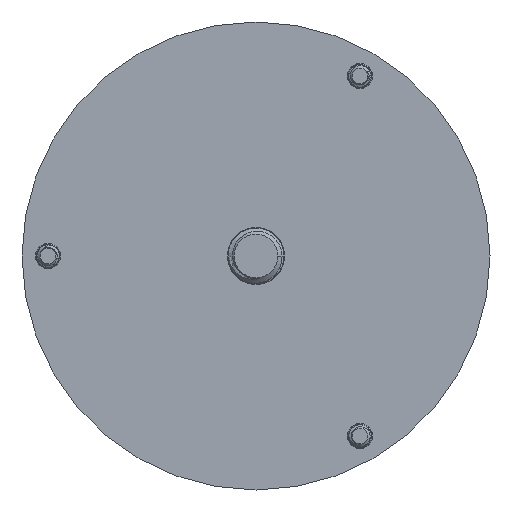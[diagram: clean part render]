
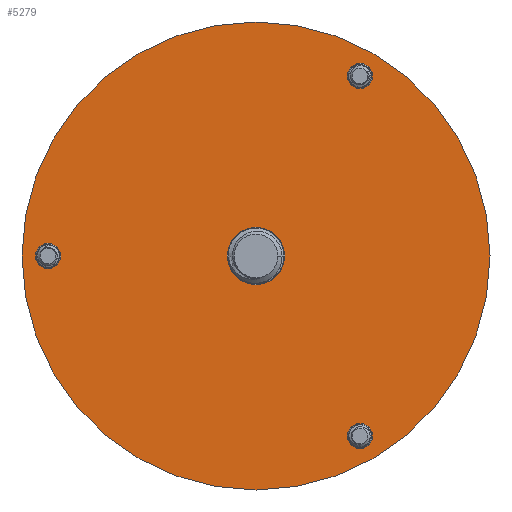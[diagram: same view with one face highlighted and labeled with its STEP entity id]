
A CAD part, front view. The second image highlights one B-rep face of the part: STEP entity #5279.
In plain terms, the highlighted planar face has unit normal (0, -1, 0).
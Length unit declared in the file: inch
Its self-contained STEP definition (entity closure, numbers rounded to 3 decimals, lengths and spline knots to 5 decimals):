
#578 = DIRECTION ( 'NONE',  ( 0., 0., 1. ) ) ;
#732 = CIRCLE ( 'NONE', #10865, 0.32 ) ;
#755 = CARTESIAN_POINT ( 'NONE',  ( 0., 0., 0.32 ) ) ;
#822 = DIRECTION ( 'NONE',  ( 0., 0., 1. ) ) ;
#975 = DIRECTION ( 'NONE',  ( 0., 1., 0. ) ) ;
#1395 = CARTESIAN_POINT ( 'NONE',  ( 1.162, 0., 2.15314 ) ) ;
#2182 = FACE_BOUND ( 'NONE', #14470, .T. ) ;
#2210 = DIRECTION ( 'NONE',  ( 0., 1., 0. ) ) ;
#2538 = DIRECTION ( 'NONE',  ( 0., 1., 0. ) ) ;
#2685 = DIRECTION ( 'NONE',  ( 0., 0., 1. ) ) ;
#2788 = VERTEX_POINT ( 'NONE', #10380 ) ;
#3399 = DIRECTION ( 'NONE',  ( 0., 1., 0. ) ) ;
#3720 = CARTESIAN_POINT ( 'NONE',  ( 0., 0., 0. ) ) ;
#3947 = ORIENTED_EDGE ( 'NONE', *, *, #6974, .T. ) ;
#4252 = EDGE_CURVE ( 'NONE', #2788, #23127, #16658, .T. ) ;
#4326 = DIRECTION ( 'NONE',  ( 0., 1., 0. ) ) ;
#4394 = FACE_OUTER_BOUND ( 'NONE', #11068, .T. ) ;
#4470 = ORIENTED_EDGE ( 'NONE', *, *, #11816, .T. ) ;
#4532 = AXIS2_PLACEMENT_3D ( 'NONE', #10868, #18475, #5979 ) ;
#5046 = EDGE_CURVE ( 'NONE', #11454, #22923, #13222, .T. ) ;
#5279 = ADVANCED_FACE ( 'NONE', ( #30932, #9144, #2182, #26166, #4394 ), #27536, .F. ) ;
#5431 = CARTESIAN_POINT ( 'NONE',  ( 0., 0., 0. ) ) ;
#5585 = CARTESIAN_POINT ( 'NONE',  ( 1.162, 0., -2.01264 ) ) ;
#5603 = DIRECTION ( 'NONE',  ( 0., 0., 1. ) ) ;
#5631 = CARTESIAN_POINT ( 'NONE',  ( 0., 0., 0. ) ) ;
#5979 = DIRECTION ( 'NONE',  ( 0., 0., 1. ) ) ;
#6190 = VERTEX_POINT ( 'NONE', #10244 ) ;
#6361 = DIRECTION ( 'NONE',  ( 0., 0., 1. ) ) ;
#6364 = ORIENTED_EDGE ( 'NONE', *, *, #26015, .T. ) ;
#6514 = CARTESIAN_POINT ( 'NONE',  ( 1.162, 0., 2.01264 ) ) ;
#6974 = EDGE_CURVE ( 'NONE', #17116, #6190, #18811, .T. ) ;
#7512 = DIRECTION ( 'NONE',  ( 0., 1., 0. ) ) ;
#7528 = CARTESIAN_POINT ( 'NONE',  ( 1.162, 0., -1.87214 ) ) ;
#7665 = EDGE_CURVE ( 'NONE', #6190, #17116, #11252, .T. ) ;
#7777 = DIRECTION ( 'NONE',  ( 0., 0., 1. ) ) ;
#9144 = FACE_BOUND ( 'NONE', #24471, .T. ) ;
#9180 = AXIS2_PLACEMENT_3D ( 'NONE', #6514, #20971, #21119 ) ;
#9416 = EDGE_CURVE ( 'NONE', #21811, #26828, #16176, .T. ) ;
#10073 = AXIS2_PLACEMENT_3D ( 'NONE', #10120, #10280, #578 ) ;
#10120 = CARTESIAN_POINT ( 'NONE',  ( -2.324, 0., 0. ) ) ;
#10177 = DIRECTION ( 'NONE',  ( 0., 1., 0. ) ) ;
#10244 = CARTESIAN_POINT ( 'NONE',  ( 1.162, 0., 1.87214 ) ) ;
#10280 = DIRECTION ( 'NONE',  ( 0., 1., 0. ) ) ;
#10310 = ORIENTED_EDGE ( 'NONE', *, *, #29658, .T. ) ;
#10380 = CARTESIAN_POINT ( 'NONE',  ( -2.324, 0., -0.1405 ) ) ;
#10865 = AXIS2_PLACEMENT_3D ( 'NONE', #5631, #7512, #29291 ) ;
#10868 = CARTESIAN_POINT ( 'NONE',  ( 0., 0., 0. ) ) ;
#11068 = EDGE_LOOP ( 'NONE', ( #28100, #22187 ) ) ;
#11161 = ORIENTED_EDGE ( 'NONE', *, *, #4252, .T. ) ;
#11252 = CIRCLE ( 'NONE', #17310, 0.1405 ) ;
#11454 = VERTEX_POINT ( 'NONE', #12475 ) ;
#11816 = EDGE_CURVE ( 'NONE', #21754, #21396, #732, .T. ) ;
#11921 = ORIENTED_EDGE ( 'NONE', *, *, #19994, .T. ) ;
#12014 = CIRCLE ( 'NONE', #16082, 0.1405 ) ;
#12475 = CARTESIAN_POINT ( 'NONE',  ( 0., 0., -2.6155 ) ) ;
#12721 = AXIS2_PLACEMENT_3D ( 'NONE', #5431, #975, #5603 ) ;
#12980 = CARTESIAN_POINT ( 'NONE',  ( -2.324, 0., 0.1405 ) ) ;
#13222 = CIRCLE ( 'NONE', #30977, 2.6155 ) ;
#13847 = CARTESIAN_POINT ( 'NONE',  ( 1.162, 0., -2.01264 ) ) ;
#14365 = CARTESIAN_POINT ( 'NONE',  ( 0., 0., -0.32 ) ) ;
#14462 = DIRECTION ( 'NONE',  ( 0., 0., 1. ) ) ;
#14470 = EDGE_LOOP ( 'NONE', ( #3947, #23469 ) ) ;
#16082 = AXIS2_PLACEMENT_3D ( 'NONE', #13847, #4326, #14462 ) ;
#16176 = CIRCLE ( 'NONE', #27376, 0.1405 ) ;
#16658 = CIRCLE ( 'NONE', #10073, 0.1405 ) ;
#17116 = VERTEX_POINT ( 'NONE', #1395 ) ;
#17310 = AXIS2_PLACEMENT_3D ( 'NONE', #20181, #30059, #6361 ) ;
#18180 = CIRCLE ( 'NONE', #4532, 0.32 ) ;
#18475 = DIRECTION ( 'NONE',  ( 0., 1., 0. ) ) ;
#18811 = CIRCLE ( 'NONE', #9180, 0.1405 ) ;
#19837 = EDGE_LOOP ( 'NONE', ( #10310, #11161 ) ) ;
#19994 = EDGE_CURVE ( 'NONE', #26828, #21811, #12014, .T. ) ;
#20181 = CARTESIAN_POINT ( 'NONE',  ( 1.162, 0., 2.01264 ) ) ;
#20971 = DIRECTION ( 'NONE',  ( 0., 1., 0. ) ) ;
#21119 = DIRECTION ( 'NONE',  ( 0., 0., 1. ) ) ;
#21396 = VERTEX_POINT ( 'NONE', #755 ) ;
#21574 = CIRCLE ( 'NONE', #22569, 0.1405 ) ;
#21754 = VERTEX_POINT ( 'NONE', #14365 ) ;
#21811 = VERTEX_POINT ( 'NONE', #7528 ) ;
#22187 = ORIENTED_EDGE ( 'NONE', *, *, #24611, .F. ) ;
#22569 = AXIS2_PLACEMENT_3D ( 'NONE', #26649, #2210, #27129 ) ;
#22849 = AXIS2_PLACEMENT_3D ( 'NONE', #3720, #3399, #822 ) ;
#22923 = VERTEX_POINT ( 'NONE', #25737 ) ;
#23127 = VERTEX_POINT ( 'NONE', #12980 ) ;
#23469 = ORIENTED_EDGE ( 'NONE', *, *, #7665, .T. ) ;
#24305 = CARTESIAN_POINT ( 'NONE',  ( 1.162, 0., -2.15314 ) ) ;
#24471 = EDGE_LOOP ( 'NONE', ( #26803, #11921 ) ) ;
#24611 = EDGE_CURVE ( 'NONE', #22923, #11454, #29968, .T. ) ;
#25737 = CARTESIAN_POINT ( 'NONE',  ( 0., 0., 2.6155 ) ) ;
#26015 = EDGE_CURVE ( 'NONE', #21396, #21754, #18180, .T. ) ;
#26166 = FACE_BOUND ( 'NONE', #19837, .T. ) ;
#26262 = EDGE_LOOP ( 'NONE', ( #6364, #4470 ) ) ;
#26649 = CARTESIAN_POINT ( 'NONE',  ( -2.324, 0., 0. ) ) ;
#26803 = ORIENTED_EDGE ( 'NONE', *, *, #9416, .T. ) ;
#26828 = VERTEX_POINT ( 'NONE', #24305 ) ;
#27129 = DIRECTION ( 'NONE',  ( 0., 0., 1. ) ) ;
#27145 = CARTESIAN_POINT ( 'NONE',  ( 0., 0., 0. ) ) ;
#27376 = AXIS2_PLACEMENT_3D ( 'NONE', #5585, #10177, #7777 ) ;
#27536 = PLANE ( 'NONE',  #12721 ) ;
#28100 = ORIENTED_EDGE ( 'NONE', *, *, #5046, .F. ) ;
#29291 = DIRECTION ( 'NONE',  ( 0., 0., 1. ) ) ;
#29658 = EDGE_CURVE ( 'NONE', #23127, #2788, #21574, .T. ) ;
#29968 = CIRCLE ( 'NONE', #22849, 2.6155 ) ;
#30059 = DIRECTION ( 'NONE',  ( 0., 1., 0. ) ) ;
#30932 = FACE_BOUND ( 'NONE', #26262, .T. ) ;
#30977 = AXIS2_PLACEMENT_3D ( 'NONE', #27145, #2538, #2685 ) ;
